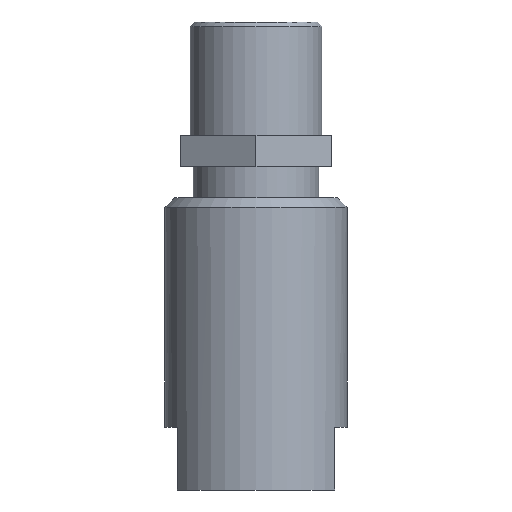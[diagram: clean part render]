
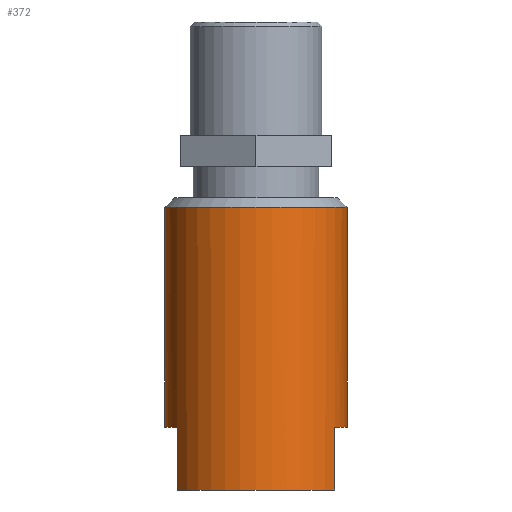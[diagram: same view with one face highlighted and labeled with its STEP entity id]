
A CAD part, front view. The second image highlights one B-rep face of the part: STEP entity #372.
In plain terms, the highlighted cylindrical face has radius 14.5 mm (diameter 29 mm), a partial arc.
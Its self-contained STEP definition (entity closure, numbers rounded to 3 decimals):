
#20 = DIRECTION ( 'NONE',  ( -1., 0., 0. ) ) ;
#28 = CARTESIAN_POINT ( 'NONE',  ( 0., 0., -36.5 ) ) ;
#34 = CARTESIAN_POINT ( 'NONE',  ( 14.5, 0., -46.5 ) ) ;
#60 = CARTESIAN_POINT ( 'NONE',  ( -12.5, -7.348, -36.5 ) ) ;
#74 = CYLINDRICAL_SURFACE ( 'NONE', #614, 14.5 ) ;
#98 = FACE_OUTER_BOUND ( 'NONE', #576, .T. ) ;
#104 = ORIENTED_EDGE ( 'NONE', *, *, #467, .F. ) ;
#142 = CARTESIAN_POINT ( 'NONE',  ( 14.5, 0., -1.5 ) ) ;
#146 = EDGE_CURVE ( 'NONE', #628, #539, #769, .T. ) ;
#169 = EDGE_CURVE ( 'NONE', #606, #839, #424, .T. ) ;
#170 = CARTESIAN_POINT ( 'NONE',  ( 0., 0., -1.5 ) ) ;
#186 = CARTESIAN_POINT ( 'NONE',  ( -14.5, 0., -1.5 ) ) ;
#187 = LINE ( 'NONE', #34, #988 ) ;
#188 = VERTEX_POINT ( 'NONE', #403 ) ;
#232 = AXIS2_PLACEMENT_3D ( 'NONE', #945, #481, #20 ) ;
#247 = DIRECTION ( 'NONE',  ( 1., 0., 0. ) ) ;
#249 = ORIENTED_EDGE ( 'NONE', *, *, #169, .T. ) ;
#278 = ORIENTED_EDGE ( 'NONE', *, *, #760, .F. ) ;
#309 = DIRECTION ( 'NONE',  ( 1., 0., 0. ) ) ;
#318 = ORIENTED_EDGE ( 'NONE', *, *, #993, .F. ) ;
#331 = DIRECTION ( 'NONE',  ( 0., 0., 1. ) ) ;
#335 = CARTESIAN_POINT ( 'NONE',  ( -12.5, -7.348, -46.5 ) ) ;
#356 = EDGE_CURVE ( 'NONE', #628, #513, #511, .T. ) ;
#372 = ADVANCED_FACE ( 'NONE', ( #98 ), #74, .T. ) ;
#390 = VERTEX_POINT ( 'NONE', #935 ) ;
#395 = DIRECTION ( 'NONE',  ( 0., 0., 1. ) ) ;
#403 = CARTESIAN_POINT ( 'NONE',  ( -14.5, 0., -36.5 ) ) ;
#407 = LINE ( 'NONE', #842, #615 ) ;
#408 = ORIENTED_EDGE ( 'NONE', *, *, #973, .T. ) ;
#424 = CIRCLE ( 'NONE', #534, 14.5 ) ;
#433 = DIRECTION ( 'NONE',  ( 0., 0., -1. ) ) ;
#461 = AXIS2_PLACEMENT_3D ( 'NONE', #856, #395, #933 ) ;
#467 = EDGE_CURVE ( 'NONE', #188, #839, #407, .T. ) ;
#472 = CARTESIAN_POINT ( 'NONE',  ( 0., 0., -46.5 ) ) ;
#473 = ORIENTED_EDGE ( 'NONE', *, *, #673, .T. ) ;
#481 = DIRECTION ( 'NONE',  ( 0., 0., 1. ) ) ;
#510 = LINE ( 'NONE', #586, #915 ) ;
#511 = CIRCLE ( 'NONE', #461, 14.5 ) ;
#513 = VERTEX_POINT ( 'NONE', #764 ) ;
#534 = AXIS2_PLACEMENT_3D ( 'NONE', #170, #717, #247 ) ;
#539 = VERTEX_POINT ( 'NONE', #60 ) ;
#547 = VERTEX_POINT ( 'NONE', #674 ) ;
#550 = DIRECTION ( 'NONE',  ( 0., 0., 1. ) ) ;
#564 = DIRECTION ( 'NONE',  ( 0., 0., 1. ) ) ;
#576 = EDGE_LOOP ( 'NONE', ( #104, #318, #864, #784, #278, #408, #473, #249 ) ) ;
#586 = CARTESIAN_POINT ( 'NONE',  ( 12.5, -7.348, -46.5 ) ) ;
#606 = VERTEX_POINT ( 'NONE', #142 ) ;
#614 = AXIS2_PLACEMENT_3D ( 'NONE', #472, #550, #624 ) ;
#615 = VECTOR ( 'NONE', #998, 1000. ) ;
#624 = DIRECTION ( 'NONE',  ( 1., 0., 0. ) ) ;
#628 = VERTEX_POINT ( 'NONE', #335 ) ;
#653 = CIRCLE ( 'NONE', #232, 14.5 ) ;
#673 = EDGE_CURVE ( 'NONE', #547, #606, #187, .T. ) ;
#674 = CARTESIAN_POINT ( 'NONE',  ( 14.5, 0., -36.5 ) ) ;
#704 = AXIS2_PLACEMENT_3D ( 'NONE', #28, #968, #309 ) ;
#717 = DIRECTION ( 'NONE',  ( 0., 0., -1. ) ) ;
#756 = CIRCLE ( 'NONE', #704, 14.5 ) ;
#760 = EDGE_CURVE ( 'NONE', #390, #513, #510, .T. ) ;
#764 = CARTESIAN_POINT ( 'NONE',  ( 12.5, -7.348, -46.5 ) ) ;
#769 = LINE ( 'NONE', #785, #820 ) ;
#784 = ORIENTED_EDGE ( 'NONE', *, *, #356, .T. ) ;
#785 = CARTESIAN_POINT ( 'NONE',  ( -12.5, -7.348, -46.5 ) ) ;
#820 = VECTOR ( 'NONE', #331, 1000. ) ;
#839 = VERTEX_POINT ( 'NONE', #186 ) ;
#842 = CARTESIAN_POINT ( 'NONE',  ( -14.5, 0., -46.5 ) ) ;
#856 = CARTESIAN_POINT ( 'NONE',  ( 0., 0., -46.5 ) ) ;
#864 = ORIENTED_EDGE ( 'NONE', *, *, #146, .F. ) ;
#915 = VECTOR ( 'NONE', #433, 1000. ) ;
#933 = DIRECTION ( 'NONE',  ( 1., 0., 0. ) ) ;
#935 = CARTESIAN_POINT ( 'NONE',  ( 12.5, -7.348, -36.5 ) ) ;
#945 = CARTESIAN_POINT ( 'NONE',  ( 0., 0., -36.5 ) ) ;
#968 = DIRECTION ( 'NONE',  ( 0., 0., -1. ) ) ;
#973 = EDGE_CURVE ( 'NONE', #390, #547, #653, .T. ) ;
#988 = VECTOR ( 'NONE', #564, 1000. ) ;
#993 = EDGE_CURVE ( 'NONE', #539, #188, #756, .T. ) ;
#998 = DIRECTION ( 'NONE',  ( 0., 0., 1. ) ) ;
